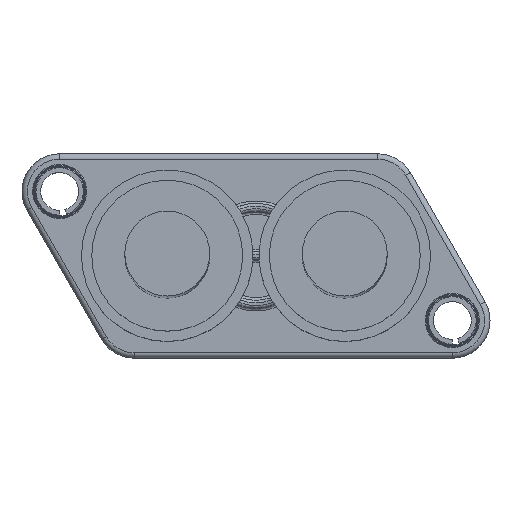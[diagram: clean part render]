
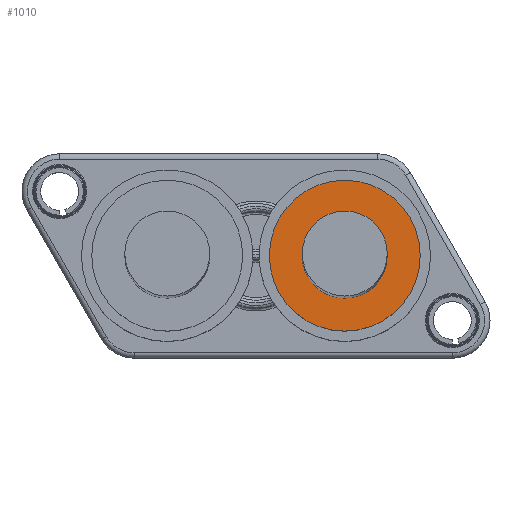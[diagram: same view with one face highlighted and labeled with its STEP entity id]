
A CAD part, top view. The second image highlights one B-rep face of the part: STEP entity #1010.
In plain terms, the highlighted planar face has unit normal (0, 0, 1).
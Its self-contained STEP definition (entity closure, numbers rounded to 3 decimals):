
#1010=ADVANCED_FACE('',(#1871,#1872),#1116,.T.);
#1116=PLANE('',#6041);
#1871=FACE_BOUND('',#2233,.T.);
#1872=FACE_BOUND('',#2234,.T.);
#2233=EDGE_LOOP('',(#3729));
#2234=EDGE_LOOP('',(#3730));
#3729=ORIENTED_EDGE('',*,*,#5124,.F.);
#3730=ORIENTED_EDGE('',*,*,#5123,.T.);
#4338=VERTEX_POINT('',#11569);
#4339=VERTEX_POINT('',#11572);
#5123=EDGE_CURVE('',#4338,#4338,#5457,.T.);
#5124=EDGE_CURVE('',#4339,#4339,#5458,.T.);
#5457=CIRCLE('',#6038,14.023);
#5458=CIRCLE('',#6040,7.9);
#6038=AXIS2_PLACEMENT_3D('',#11568,#7526,#7527);
#6040=AXIS2_PLACEMENT_3D('',#11571,#7530,#7531);
#6041=AXIS2_PLACEMENT_3D('',#11573,#7532,#7533);
#7526=DIRECTION('',(0.,0.,1.));
#7527=DIRECTION('',(0.,1.,0.));
#7530=DIRECTION('',(0.,0.,1.));
#7531=DIRECTION('',(1.,0.,0.));
#7532=DIRECTION('',(0.,0.,1.));
#7533=DIRECTION('',(0.,1.,0.));
#11568=CARTESIAN_POINT('',(-47.528,35.473,46.6));
#11569=CARTESIAN_POINT('',(-47.528,49.496,46.6));
#11571=CARTESIAN_POINT('',(-47.528,35.473,46.6));
#11572=CARTESIAN_POINT('',(-39.628,35.473,46.6));
#11573=CARTESIAN_POINT('',(-47.528,34.273,46.6));
